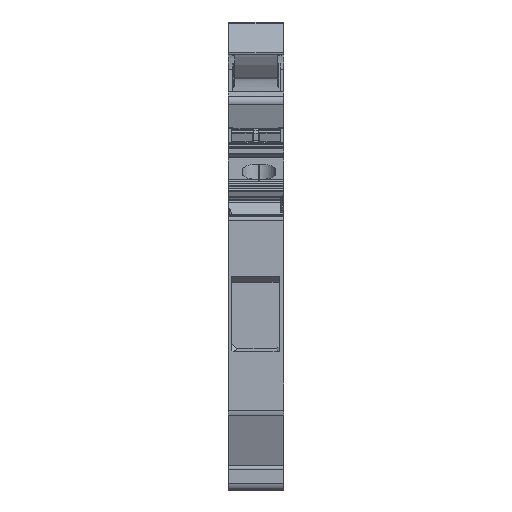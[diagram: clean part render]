
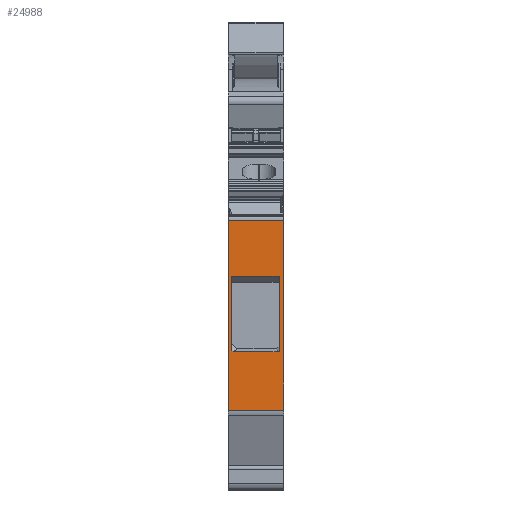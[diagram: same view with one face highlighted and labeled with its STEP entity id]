
A CAD part, front view. The second image highlights one B-rep face of the part: STEP entity #24988.
In plain terms, the highlighted planar face has unit normal (0, -1, 0).
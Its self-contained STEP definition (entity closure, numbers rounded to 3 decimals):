
#24961=AXIS2_PLACEMENT_3D('Plane Axis2P3D',#24958,#24959,#24960) ;
#11344=CARTESIAN_POINT('Vertex',(8.1,0.,39.164)) ;
#11347=CARTESIAN_POINT('Line Origine',(8.1,0.,25.381)) ;
#11351=CARTESIAN_POINT('Vertex',(8.1,0.,11.598)) ;
#20000=CARTESIAN_POINT('Vertex',(0.5,0.,31.058)) ;
#20003=CARTESIAN_POINT('Line Origine',(0.5,0.,25.692)) ;
#20007=CARTESIAN_POINT('Vertex',(0.5,0.,20.325)) ;
#20031=CARTESIAN_POINT('Vertex',(7.4,0.,31.058)) ;
#20034=CARTESIAN_POINT('Line Origine',(3.95,0.,31.058)) ;
#20055=CARTESIAN_POINT('Vertex',(7.4,0.,20.09)) ;
#20058=CARTESIAN_POINT('Line Origine',(7.4,0.,25.574)) ;
#20080=CARTESIAN_POINT('Vertex',(0.78,0.,20.09)) ;
#20083=CARTESIAN_POINT('Line Origine',(4.09,0.,20.09)) ;
#20101=CARTESIAN_POINT('Line Origine',(0.64,0.,20.207)) ;
#24939=CARTESIAN_POINT('Line Origine',(4.05,0.,39.164)) ;
#24943=CARTESIAN_POINT('Vertex',(0.,0.,39.164)) ;
#24958=CARTESIAN_POINT('Axis2P3D Location',(0.,0.,39.164)) ;
#24963=CARTESIAN_POINT('Line Origine',(4.05,0.,11.598)) ;
#24967=CARTESIAN_POINT('Vertex',(0.,0.,11.598)) ;
#24970=CARTESIAN_POINT('Line Origine',(0.,0.,25.381)) ;
#11348=DIRECTION('Vector Direction',(0.,0.,1.)) ;
#20004=DIRECTION('Vector Direction',(0.,0.,-1.)) ;
#20035=DIRECTION('Vector Direction',(-1.,0.,0.)) ;
#20059=DIRECTION('Vector Direction',(0.,0.,-1.)) ;
#20084=DIRECTION('Vector Direction',(-1.,0.,0.)) ;
#20102=DIRECTION('Vector Direction',(-0.766,0.,0.643)) ;
#24940=DIRECTION('Vector Direction',(1.,0.,0.)) ;
#24959=DIRECTION('Axis2P3D Direction',(0.,-1.,0.)) ;
#24960=DIRECTION('Axis2P3D XDirection',(0.,0.,-1.)) ;
#24964=DIRECTION('Vector Direction',(1.,0.,0.)) ;
#24971=DIRECTION('Vector Direction',(0.,0.,1.)) ;
#11349=VECTOR('Line Direction',#11348,1.) ;
#20005=VECTOR('Line Direction',#20004,1.) ;
#20036=VECTOR('Line Direction',#20035,1.) ;
#20060=VECTOR('Line Direction',#20059,1.) ;
#20085=VECTOR('Line Direction',#20084,1.) ;
#20103=VECTOR('Line Direction',#20102,1.) ;
#24941=VECTOR('Line Direction',#24940,1.) ;
#24965=VECTOR('Line Direction',#24964,1.) ;
#24972=VECTOR('Line Direction',#24971,1.) ;
#24976=ORIENTED_EDGE('',*,*,#24969,.T.) ;
#24977=ORIENTED_EDGE('',*,*,#11353,.T.) ;
#24978=ORIENTED_EDGE('',*,*,#24945,.F.) ;
#24979=ORIENTED_EDGE('',*,*,#24974,.F.) ;
#24982=ORIENTED_EDGE('',*,*,#20105,.T.) ;
#24983=ORIENTED_EDGE('',*,*,#20009,.F.) ;
#24984=ORIENTED_EDGE('',*,*,#20038,.F.) ;
#24985=ORIENTED_EDGE('',*,*,#20062,.T.) ;
#24986=ORIENTED_EDGE('',*,*,#20087,.T.) ;
#24987=FACE_BOUND('',#24981,.T.) ;
#24988=ADVANCED_FACE('Hauptkoerper',(#24980,#24987),#24962,.T.) ;
#11353=EDGE_CURVE('',#11352,#11345,#11350,.T.) ;
#20009=EDGE_CURVE('',#20001,#20008,#20006,.T.) ;
#20038=EDGE_CURVE('',#20032,#20001,#20037,.T.) ;
#20062=EDGE_CURVE('',#20032,#20056,#20061,.T.) ;
#20087=EDGE_CURVE('',#20056,#20081,#20086,.T.) ;
#20105=EDGE_CURVE('',#20081,#20008,#20104,.T.) ;
#24945=EDGE_CURVE('',#24944,#11345,#24942,.T.) ;
#24969=EDGE_CURVE('',#24968,#11352,#24966,.T.) ;
#24974=EDGE_CURVE('',#24968,#24944,#24973,.T.) ;
#24975=EDGE_LOOP('',(#24976,#24977,#24978,#24979)) ;
#24981=EDGE_LOOP('',(#24982,#24983,#24984,#24985,#24986)) ;
#24980=FACE_OUTER_BOUND('',#24975,.T.) ;
#11350=LINE('Line',#11347,#11349) ;
#20006=LINE('Line',#20003,#20005) ;
#20037=LINE('Line',#20034,#20036) ;
#20061=LINE('Line',#20058,#20060) ;
#20086=LINE('Line',#20083,#20085) ;
#20104=LINE('Line',#20101,#20103) ;
#24942=LINE('Line',#24939,#24941) ;
#24966=LINE('Line',#24963,#24965) ;
#24973=LINE('Line',#24970,#24972) ;
#24962=PLANE('',#24961) ;
#11345=VERTEX_POINT('',#11344) ;
#11352=VERTEX_POINT('',#11351) ;
#20001=VERTEX_POINT('',#20000) ;
#20008=VERTEX_POINT('',#20007) ;
#20032=VERTEX_POINT('',#20031) ;
#20056=VERTEX_POINT('',#20055) ;
#20081=VERTEX_POINT('',#20080) ;
#24944=VERTEX_POINT('',#24943) ;
#24968=VERTEX_POINT('',#24967) ;
